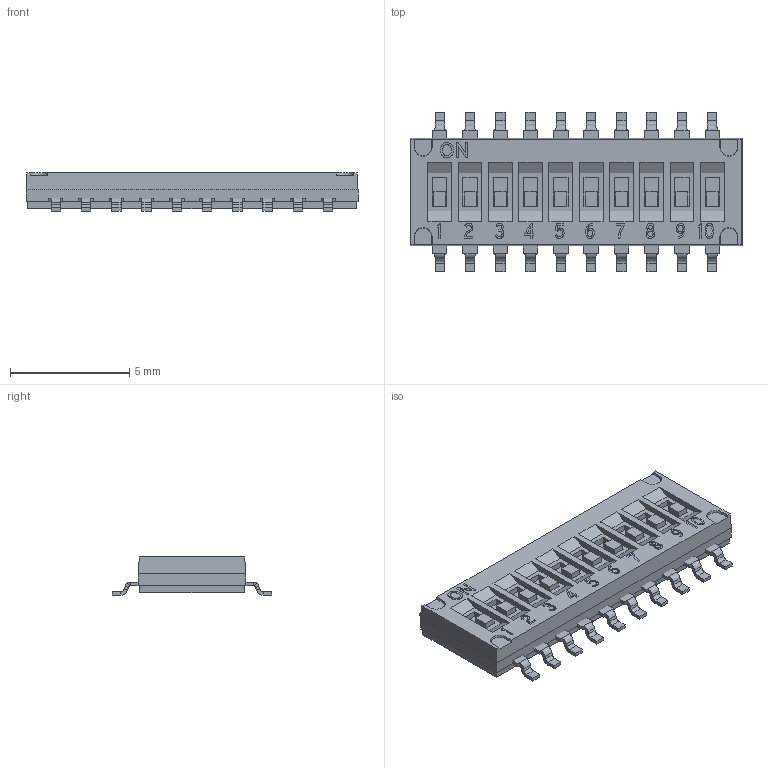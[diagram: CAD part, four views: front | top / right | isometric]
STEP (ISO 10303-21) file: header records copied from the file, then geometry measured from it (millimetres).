
FILE_DESCRIPTION(('STEP AP214'), '1');
FILE_NAME('DIP-DHN', '2020-06-15T11:10:59', ('AF'), (''), 'UNSPECIFIED', 'UNSPECIFIED', '');
FILE_SCHEMA(('AUTOMOTIVE_DESIGN { 1 0 10303 214 3 1 1}'));
Length unit declared in the file: millimetre
Assembly tree (20 placements, depth 2):
  (unnamed)
    (unnamed)  x10
    (unnamed)  x10
Bounding box: 13.93 x 6.7 x 1.6 mm (x, y, z)
Volume: 90.8 mm3; surface area: 304.6 mm2
Topology: 31 solids, 31 shells, 888 faces, 2080 edges, 1324 vertices
Faces by surface type: plane 691, cylinder 153, bspline 40, cone 4
Full cylindrical faces by diameter (mm): 0.175 x1, 0.221 x1
Entity records: 14641 total; most frequent: CARTESIAN_POINT 2014, DIRECTION 1872, ORIENTED_EDGE 1764, EDGE_CURVE 882, LINE 784, VECTOR 784, VERTEX_POINT 576, AXIS2_PLACEMENT_3D 544
